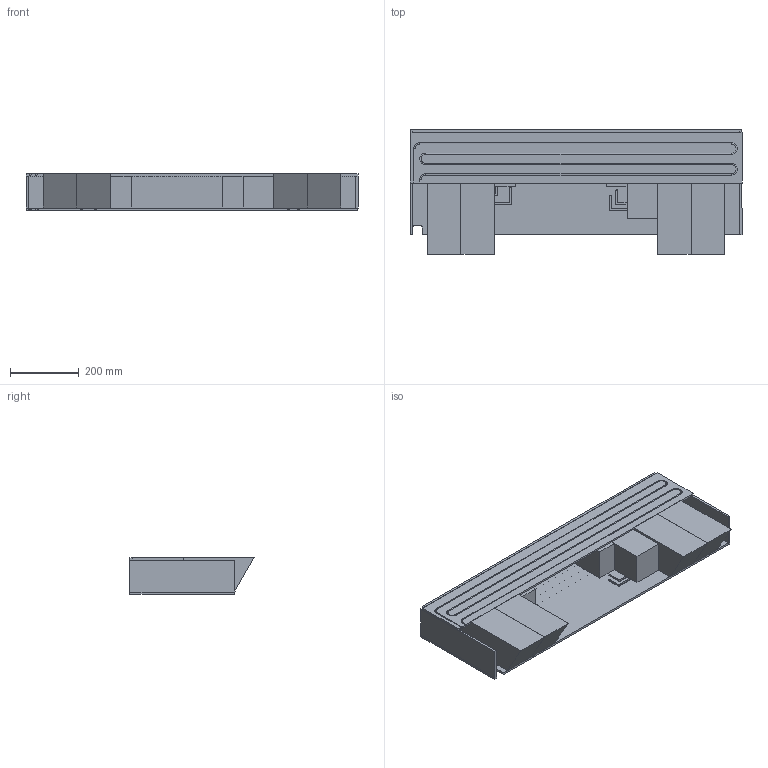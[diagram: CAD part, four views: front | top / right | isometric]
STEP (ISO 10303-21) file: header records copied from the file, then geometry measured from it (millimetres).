
FILE_DESCRIPTION(/* description */ (''),/* implementation_level */ '2;1');
FILE_NAME(/* name */ 'Simple Model A.stp',/* time_stamp */ '2019-11-07T15:14:13-06:00',/* author */ ('david'),/* organization */ (''),/* preprocessor_version */ 'ST-DEVELOPER v16.5',/* originating_system */ 'Autodesk Inventor 2017',/* authorisation */ '');
FILE_SCHEMA (('AUTOMOTIVE_DESIGN { 1 0 10303 214 3 1 1 }'));
Length unit declared in the file: inch
Products named in the file (8): Simple Model A; Floor RBx; Wall RBx; Roof RBx; Back Wall RBx; CM RBx; RM RBx; CCM RBx
Assembly tree (12 placements, depth 2):
  Simple Model A
    Floor RBx
    Wall RBx  x2
    Roof RBx
    Back Wall RBx
    RM RBx  x4
    CCM RBx  x2
    CM RBx
Bounding box: 965 x 360.8 x 106.85 mm (x, y, z)
Volume: 19632505.9 mm3; surface area: 2235299.1 mm2
Topology: 14 solids, 14 shells, 246 faces, 622 edges, 408 vertices
Faces by surface type: plane 177, cylinder 49, torus 20
Full cylindrical faces by diameter (mm): 4.775 x12
Entity records: 6613 total; most frequent: CARTESIAN_POINT 1135, DIRECTION 1099, ORIENTED_EDGE 1044, EDGE_CURVE 522, LINE 401, VECTOR 401, VERTEX_POINT 356, AXIS2_PLACEMENT_3D 349
